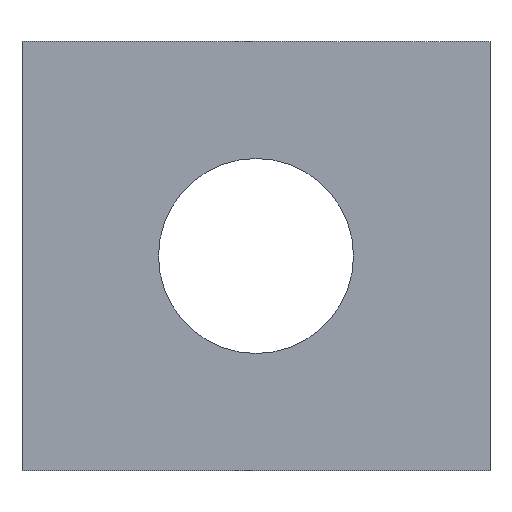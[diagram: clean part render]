
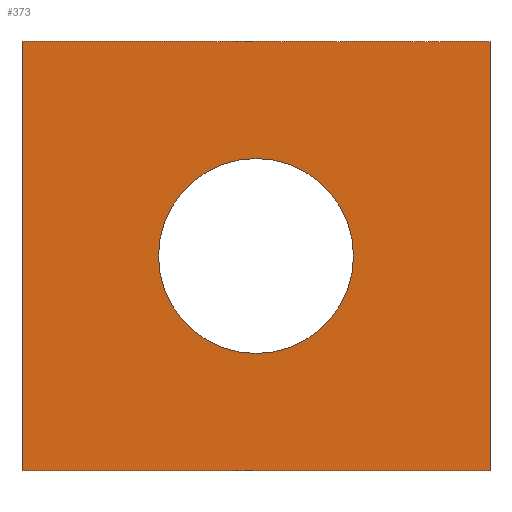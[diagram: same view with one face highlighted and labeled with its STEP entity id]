
A CAD part, front view. The second image highlights one B-rep face of the part: STEP entity #373.
In plain terms, the highlighted planar face has unit normal (0, -1, 0).
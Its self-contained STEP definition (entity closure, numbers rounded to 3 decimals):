
#13 = LINE ( 'NONE', #169, #116 ) ;
#20 = DIRECTION ( 'NONE',  ( -1., 0., 0. ) ) ;
#36 = CIRCLE ( 'NONE', #347, 2.5 ) ;
#43 = CARTESIAN_POINT ( 'NONE',  ( 6., 7.5, 91.75 ) ) ;
#44 = CARTESIAN_POINT ( 'NONE',  ( 6., 7.5, 102.75 ) ) ;
#47 = EDGE_CURVE ( 'NONE', #89, #271, #13, .T. ) ;
#50 = FACE_OUTER_BOUND ( 'NONE', #52, .T. ) ;
#51 = DIRECTION ( 'NONE',  ( 0., 0., 1. ) ) ;
#52 = EDGE_LOOP ( 'NONE', ( #152, #360, #301, #218 ) ) ;
#56 = CARTESIAN_POINT ( 'NONE',  ( 6., 7.5, 102.75 ) ) ;
#89 = VERTEX_POINT ( 'NONE', #43 ) ;
#94 = ORIENTED_EDGE ( 'NONE', *, *, #272, .T. ) ;
#101 = CIRCLE ( 'NONE', #262, 2.5 ) ;
#102 = VERTEX_POINT ( 'NONE', #44 ) ;
#116 = VECTOR ( 'NONE', #20, 1000. ) ;
#118 = DIRECTION ( 'NONE',  ( 0., 1., 0. ) ) ;
#128 = EDGE_LOOP ( 'NONE', ( #94, #318 ) ) ;
#129 = DIRECTION ( 'NONE',  ( 0., -1., 0. ) ) ;
#132 = CARTESIAN_POINT ( 'NONE',  ( 0., 7.5, 97.25 ) ) ;
#139 = FACE_BOUND ( 'NONE', #128, .T. ) ;
#151 = CARTESIAN_POINT ( 'NONE',  ( -6., 7.5, 102.75 ) ) ;
#152 = ORIENTED_EDGE ( 'NONE', *, *, #351, .F. ) ;
#162 = EDGE_CURVE ( 'NONE', #271, #191, #173, .T. ) ;
#169 = CARTESIAN_POINT ( 'NONE',  ( -6., 7.5, 91.75 ) ) ;
#173 = LINE ( 'NONE', #289, #284 ) ;
#185 = DIRECTION ( 'NONE',  ( 0., 0., -1. ) ) ;
#187 = PLANE ( 'NONE',  #342 ) ;
#189 = CARTESIAN_POINT ( 'NONE',  ( 0., 7.5, 0. ) ) ;
#191 = VERTEX_POINT ( 'NONE', #325 ) ;
#215 = CARTESIAN_POINT ( 'NONE',  ( 0., 7.5, 99.75 ) ) ;
#218 = ORIENTED_EDGE ( 'NONE', *, *, #47, .F. ) ;
#237 = DIRECTION ( 'NONE',  ( 0., 0., 1. ) ) ;
#245 = DIRECTION ( 'NONE',  ( 0., 0., 1. ) ) ;
#246 = EDGE_CURVE ( 'NONE', #277, #379, #101, .T. ) ;
#258 = LINE ( 'NONE', #56, #335 ) ;
#260 = CARTESIAN_POINT ( 'NONE',  ( 0., 7.5, 97.25 ) ) ;
#262 = AXIS2_PLACEMENT_3D ( 'NONE', #260, #118, #245 ) ;
#264 = VECTOR ( 'NONE', #295, 1000. ) ;
#267 = CARTESIAN_POINT ( 'NONE',  ( 0., 7.5, 94.75 ) ) ;
#271 = VERTEX_POINT ( 'NONE', #308 ) ;
#272 = EDGE_CURVE ( 'NONE', #379, #277, #36, .T. ) ;
#277 = VERTEX_POINT ( 'NONE', #267 ) ;
#284 = VECTOR ( 'NONE', #51, 1000. ) ;
#289 = CARTESIAN_POINT ( 'NONE',  ( -6., 7.5, 102.75 ) ) ;
#292 = LINE ( 'NONE', #151, #264 ) ;
#295 = DIRECTION ( 'NONE',  ( 1., 0., 0. ) ) ;
#301 = ORIENTED_EDGE ( 'NONE', *, *, #162, .F. ) ;
#308 = CARTESIAN_POINT ( 'NONE',  ( -6., 7.5, 91.75 ) ) ;
#312 = EDGE_CURVE ( 'NONE', #191, #102, #292, .T. ) ;
#318 = ORIENTED_EDGE ( 'NONE', *, *, #246, .T. ) ;
#325 = CARTESIAN_POINT ( 'NONE',  ( -6., 7.5, 102.75 ) ) ;
#334 = DIRECTION ( 'NONE',  ( 0., 0., -1. ) ) ;
#335 = VECTOR ( 'NONE', #185, 1000. ) ;
#340 = DIRECTION ( 'NONE',  ( 0., 1., 0. ) ) ;
#342 = AXIS2_PLACEMENT_3D ( 'NONE', #189, #129, #334 ) ;
#347 = AXIS2_PLACEMENT_3D ( 'NONE', #132, #340, #237 ) ;
#351 = EDGE_CURVE ( 'NONE', #102, #89, #258, .T. ) ;
#360 = ORIENTED_EDGE ( 'NONE', *, *, #312, .F. ) ;
#373 = ADVANCED_FACE ( 'NONE', ( #139, #50 ), #187, .T. ) ;
#379 = VERTEX_POINT ( 'NONE', #215 ) ;
